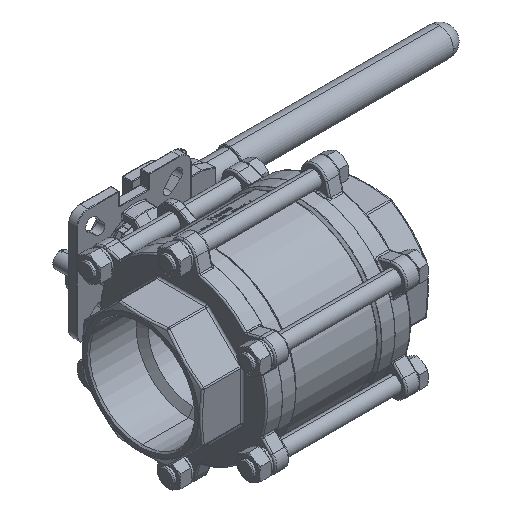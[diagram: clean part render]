
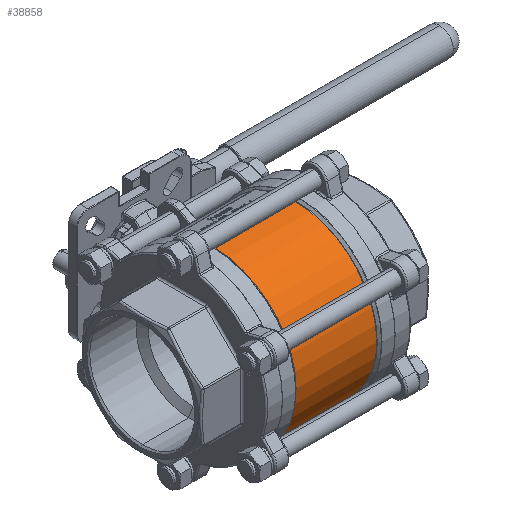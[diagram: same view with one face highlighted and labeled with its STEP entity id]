
A CAD part, isometric view. The second image highlights one B-rep face of the part: STEP entity #38858.
In plain terms, the highlighted cylindrical face has radius 85 mm (diameter 170 mm), a partial arc.
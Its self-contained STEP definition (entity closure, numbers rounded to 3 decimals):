
#1433 = ORIENTED_EDGE ( 'NONE', *, *, #73901, .T. ) ;
#4927 = DIRECTION ( 'NONE',  ( -1., 0., 0. ) ) ;
#5160 = DIRECTION ( 'NONE',  ( 0., 0., 1. ) ) ;
#5363 = VERTEX_POINT ( 'NONE', #35408 ) ;
#13172 = AXIS2_PLACEMENT_3D ( 'NONE', #82038, #42877, #5160 ) ;
#15878 = VECTOR ( 'NONE', #4927, 1000. ) ;
#27141 = CARTESIAN_POINT ( 'NONE',  ( 45., 0., 0. ) ) ;
#31376 = CARTESIAN_POINT ( 'NONE',  ( 42.293, 0., 85. ) ) ;
#33659 = CARTESIAN_POINT ( 'NONE',  ( -42.293, 0., 0. ) ) ;
#34484 = DIRECTION ( 'NONE',  ( 1., 0., 0. ) ) ;
#35408 = CARTESIAN_POINT ( 'NONE',  ( -42.293, 0., 85. ) ) ;
#35438 = EDGE_CURVE ( 'NONE', #5363, #74995, #42620, .T. ) ;
#37010 = CARTESIAN_POINT ( 'NONE',  ( 45., 0., 85. ) ) ;
#37361 = CIRCLE ( 'NONE', #13172, 85. ) ;
#37943 = CARTESIAN_POINT ( 'NONE',  ( 45., 0., -85. ) ) ;
#38858 = ADVANCED_FACE ( 'NONE', ( #72641 ), #61580, .T. ) ;
#41684 = VECTOR ( 'NONE', #82993, 1000. ) ;
#42195 = VERTEX_POINT ( 'NONE', #80953 ) ;
#42620 = CIRCLE ( 'NONE', #73142, 85. ) ;
#42877 = DIRECTION ( 'NONE',  ( -1., 0., 0. ) ) ;
#43651 = ORIENTED_EDGE ( 'NONE', *, *, #81466, .T. ) ;
#45758 = LINE ( 'NONE', #37943, #41684 ) ;
#46282 = DIRECTION ( 'NONE',  ( -1., 0., 0. ) ) ;
#58663 = DIRECTION ( 'NONE',  ( 0., 0., 1. ) ) ;
#61580 = CYLINDRICAL_SURFACE ( 'NONE', #81012, 85. ) ;
#63409 = EDGE_CURVE ( 'NONE', #42195, #74995, #45758, .T. ) ;
#63712 = CARTESIAN_POINT ( 'NONE',  ( -42.293, 0., -85. ) ) ;
#69485 = EDGE_LOOP ( 'NONE', ( #79718, #43651, #1433, #78914 ) ) ;
#71317 = LINE ( 'NONE', #37010, #15878 ) ;
#72641 = FACE_OUTER_BOUND ( 'NONE', #69485, .T. ) ;
#73142 = AXIS2_PLACEMENT_3D ( 'NONE', #33659, #34484, #78985 ) ;
#73869 = VERTEX_POINT ( 'NONE', #31376 ) ;
#73901 = EDGE_CURVE ( 'NONE', #73869, #5363, #71317, .T. ) ;
#74995 = VERTEX_POINT ( 'NONE', #63712 ) ;
#78914 = ORIENTED_EDGE ( 'NONE', *, *, #35438, .T. ) ;
#78985 = DIRECTION ( 'NONE',  ( 0., 0., -1. ) ) ;
#79718 = ORIENTED_EDGE ( 'NONE', *, *, #63409, .F. ) ;
#80953 = CARTESIAN_POINT ( 'NONE',  ( 42.293, 0., -85. ) ) ;
#81012 = AXIS2_PLACEMENT_3D ( 'NONE', #27141, #46282, #58663 ) ;
#81466 = EDGE_CURVE ( 'NONE', #42195, #73869, #37361, .T. ) ;
#82038 = CARTESIAN_POINT ( 'NONE',  ( 42.293, 0., 0. ) ) ;
#82993 = DIRECTION ( 'NONE',  ( -1., 0., 0. ) ) ;
